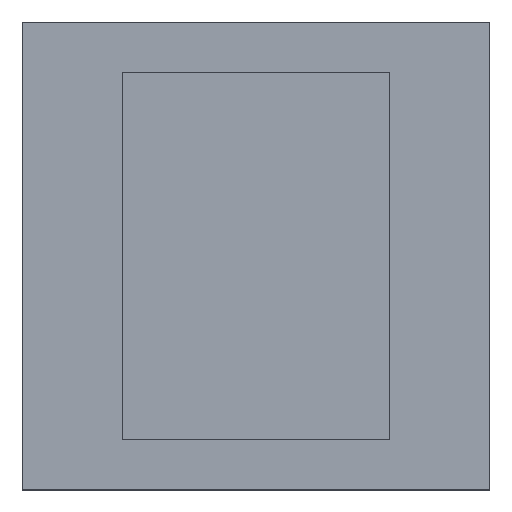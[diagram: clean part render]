
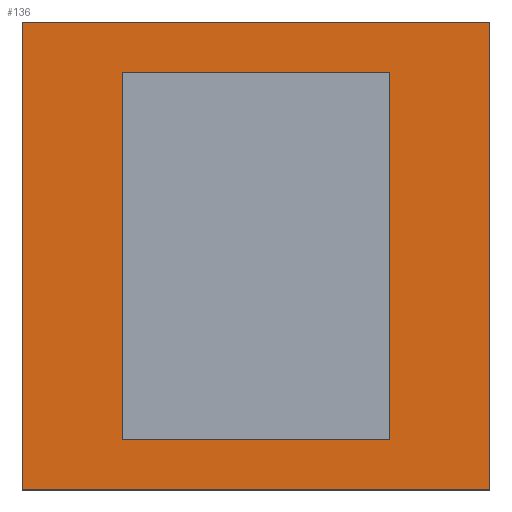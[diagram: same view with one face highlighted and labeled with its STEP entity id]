
A CAD part, top view. The second image highlights one B-rep face of the part: STEP entity #136.
In plain terms, the highlighted planar face has unit normal (0, 0, 1).
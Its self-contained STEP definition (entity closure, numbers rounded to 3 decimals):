
#22 = VERTEX_POINT('',#23);
#23 = CARTESIAN_POINT('',(1.8,1.8,0.5)
  );
#40 = VERTEX_POINT('',#41);
#41 = CARTESIAN_POINT('',(-1.7,1.8,0.5)
  );
#47 = EDGE_CURVE('',#22,#40,#48,.T.);
#48 = LINE('',#49,#50);
#49 = CARTESIAN_POINT('',(1.8,1.8,0.5)
  );
#50 = VECTOR('',#51,1.);
#51 = DIRECTION('',(-1.,-0.,0.));
#62 = VERTEX_POINT('',#63);
#63 = CARTESIAN_POINT('',(1.8,-1.7,0.5)
  );
#78 = EDGE_CURVE('',#62,#22,#79,.T.);
#79 = LINE('',#80,#81);
#80 = CARTESIAN_POINT('',(1.8,-1.7,0.5)
  );
#81 = VECTOR('',#82,1.);
#82 = DIRECTION('',(0.,1.,0.));
#119 = VERTEX_POINT('',#120);
#120 = CARTESIAN_POINT('',(-1.7,-1.7,
    0.5));
#126 = EDGE_CURVE('',#40,#119,#127,.T.);
#127 = LINE('',#128,#129);
#128 = CARTESIAN_POINT('',(-1.7,1.8,0.5
    ));
#129 = VECTOR('',#130,1.);
#130 = DIRECTION('',(0.,-1.,0.));
#136 = ADVANCED_FACE('',(#137,#148),#182,.F.);
#137 = FACE_BOUND('',#138,.F.);
#138 = EDGE_LOOP('',(#139,#140,#141,#147));
#139 = ORIENTED_EDGE('',*,*,#47,.F.);
#140 = ORIENTED_EDGE('',*,*,#78,.F.);
#141 = ORIENTED_EDGE('',*,*,#142,.F.);
#142 = EDGE_CURVE('',#119,#62,#143,.T.);
#143 = LINE('',#144,#145);
#144 = CARTESIAN_POINT('',(-1.7,-1.7,
    0.5));
#145 = VECTOR('',#146,1.);
#146 = DIRECTION('',(1.,0.,0.));
#147 = ORIENTED_EDGE('',*,*,#126,.F.);
#148 = FACE_BOUND('',#149,.F.);
#149 = EDGE_LOOP('',(#150,#160,#168,#176));
#150 = ORIENTED_EDGE('',*,*,#151,.T.);
#151 = EDGE_CURVE('',#152,#154,#156,.T.);
#152 = VERTEX_POINT('',#153);
#153 = CARTESIAN_POINT('',(-0.95,1.425,0.5
    ));
#154 = VERTEX_POINT('',#155);
#155 = CARTESIAN_POINT('',(-0.95,-1.325,
    0.5));
#156 = LINE('',#157,#158);
#157 = CARTESIAN_POINT('',(-0.95,0.238,0.5
    ));
#158 = VECTOR('',#159,1.);
#159 = DIRECTION('',(0.,-1.,0.));
#160 = ORIENTED_EDGE('',*,*,#161,.T.);
#161 = EDGE_CURVE('',#154,#162,#164,.T.);
#162 = VERTEX_POINT('',#163);
#163 = CARTESIAN_POINT('',(1.05,-1.325,0.5
    ));
#164 = LINE('',#165,#166);
#165 = CARTESIAN_POINT('',(1.425,-1.325,0.5
    ));
#166 = VECTOR('',#167,1.);
#167 = DIRECTION('',(1.,0.,0.));
#168 = ORIENTED_EDGE('',*,*,#169,.T.);
#169 = EDGE_CURVE('',#162,#170,#172,.T.);
#170 = VERTEX_POINT('',#171);
#171 = CARTESIAN_POINT('',(1.05,1.425,0.5)
  );
#172 = LINE('',#173,#174);
#173 = CARTESIAN_POINT('',(1.05,1.613,0.5)
  );
#174 = VECTOR('',#175,1.);
#175 = DIRECTION('',(0.,1.,0.));
#176 = ORIENTED_EDGE('',*,*,#177,.T.);
#177 = EDGE_CURVE('',#170,#152,#178,.T.);
#178 = LINE('',#179,#180);
#179 = CARTESIAN_POINT('',(0.425,1.425,0.5)
  );
#180 = VECTOR('',#181,1.);
#181 = DIRECTION('',(-1.,-0.,0.));
#182 = PLANE('',#183);
#183 = AXIS2_PLACEMENT_3D('',#184,#185,#186);
#184 = CARTESIAN_POINT('',(1.8,1.8,0.5)
  );
#185 = DIRECTION('',(0.,0.,-1.));
#186 = DIRECTION('',(1.,0.,0.));
